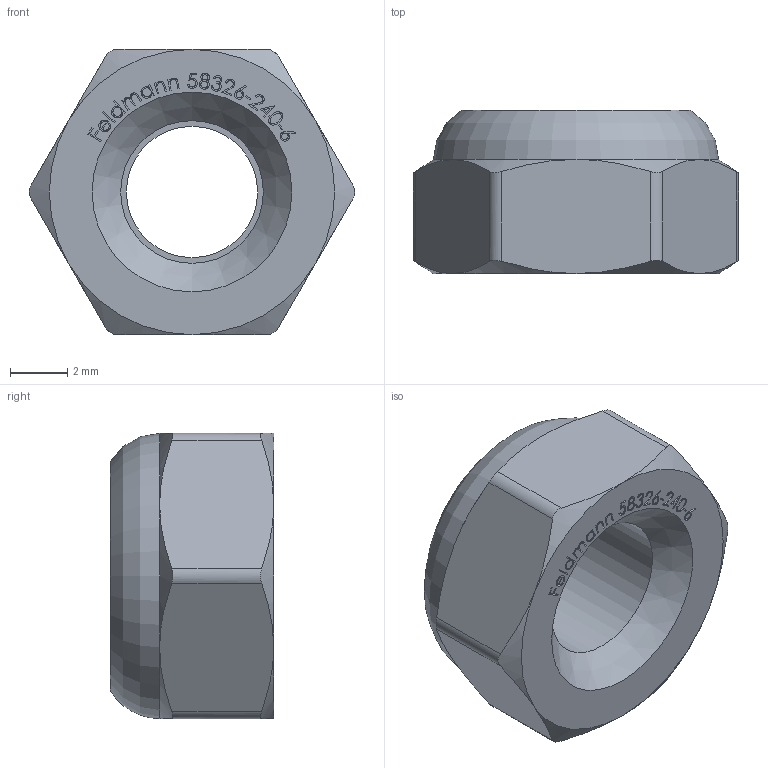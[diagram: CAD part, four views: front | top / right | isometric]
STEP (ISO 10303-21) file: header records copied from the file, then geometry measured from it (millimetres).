
FILE_DESCRIPTION (( 'STEP AP203' ), '1' );
FILE_NAME ('58326-240-6.step', '2021-12-10T09:48:33', ( '' ), ( '' ), 'SwSTEP 2.0', 'SolidWorks 2018', '' );
FILE_SCHEMA (( 'CONFIG_CONTROL_DESIGN' ));
Length unit declared in the file: millimetre
Products named in the file (2): 58326-240-6
Bounding box: 11.39 x 5.73 x 10 mm (x, y, z)
Volume: 332.5 mm3; surface area: 452.6 mm2
Topology: 2 solids, 2 shells, 292 faces, 763 edges, 504 vertices
Faces by surface type: plane 141, bspline 126, cone 14, cylinder 10, torus 1
Full cylindrical faces by diameter (mm): 4.6 x1, 5 x1, 7 x2
Entity records: 15879 total; most frequent: CARTESIAN_POINT 9490, ORIENTED_EDGE 1510, DIRECTION 826, EDGE_CURVE 755, VERTEX_POINT 503, LINE 444, VECTOR 444, EDGE_LOOP 332
